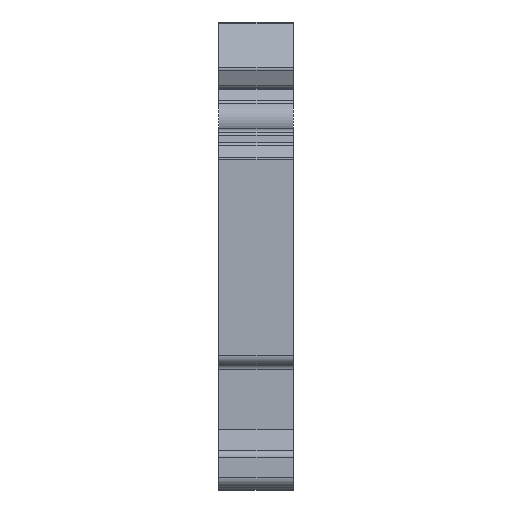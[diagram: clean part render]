
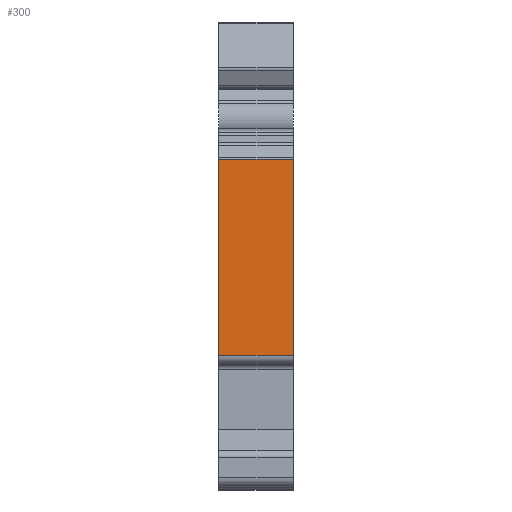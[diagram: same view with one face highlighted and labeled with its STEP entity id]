
A CAD part, left-side view. The second image highlights one B-rep face of the part: STEP entity #300.
In plain terms, the highlighted planar face has unit normal (-1, 0, 0).
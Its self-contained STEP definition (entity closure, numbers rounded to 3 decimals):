
#300 = ADVANCED_FACE ( 'NONE', ( #3785 ), #10386, .F. ) ;
#647 = CARTESIAN_POINT ( 'NONE',  ( -58.35, 8., 28.807 ) ) ;
#2175 = CARTESIAN_POINT ( 'NONE',  ( -58.35, 0., 28.807 ) ) ;
#2584 = CARTESIAN_POINT ( 'NONE',  ( -58.35, 8., 7.807 ) ) ;
#3726 = VECTOR ( 'NONE', #20758, 1000. ) ;
#3785 = FACE_OUTER_BOUND ( 'NONE', #34645, .T. ) ;
#4537 = DIRECTION ( 'NONE',  ( 1., 0., 0. ) ) ;
#6989 = CARTESIAN_POINT ( 'NONE',  ( -58.35, 0., 7.807 ) ) ;
#7002 = AXIS2_PLACEMENT_3D ( 'NONE', #12956, #4537, #19031 ) ;
#8702 = VECTOR ( 'NONE', #8808, 1000. ) ;
#8808 = DIRECTION ( 'NONE',  ( 0., 0., -1. ) ) ;
#8869 = LINE ( 'NONE', #11808, #30748 ) ;
#9734 = LINE ( 'NONE', #2584, #8702 ) ;
#10077 = ORIENTED_EDGE ( 'NONE', *, *, #34914, .T. ) ;
#10386 = PLANE ( 'NONE',  #7002 ) ;
#11808 = CARTESIAN_POINT ( 'NONE',  ( -58.35, 10., 7.807 ) ) ;
#12956 = CARTESIAN_POINT ( 'NONE',  ( -58.35, 10., 7.807 ) ) ;
#13902 = VERTEX_POINT ( 'NONE', #22086 ) ;
#16183 = EDGE_CURVE ( 'NONE', #17049, #13902, #9734, .T. ) ;
#17049 = VERTEX_POINT ( 'NONE', #647 ) ;
#17137 = DIRECTION ( 'NONE',  ( 0., -1., 0. ) ) ;
#19031 = DIRECTION ( 'NONE',  ( 0., -1., 0. ) ) ;
#20003 = VECTOR ( 'NONE', #33117, 1000. ) ;
#20758 = DIRECTION ( 'NONE',  ( 0., 0., 1. ) ) ;
#21207 = ORIENTED_EDGE ( 'NONE', *, *, #16183, .T. ) ;
#22086 = CARTESIAN_POINT ( 'NONE',  ( -58.35, 8., 7.807 ) ) ;
#24126 = EDGE_CURVE ( 'NONE', #28346, #31117, #35785, .T. ) ;
#26515 = EDGE_CURVE ( 'NONE', #17049, #31117, #36053, .T. ) ;
#27225 = ORIENTED_EDGE ( 'NONE', *, *, #24126, .T. ) ;
#28346 = VERTEX_POINT ( 'NONE', #6989 ) ;
#30185 = CARTESIAN_POINT ( 'NONE',  ( -58.35, 10., 28.807 ) ) ;
#30748 = VECTOR ( 'NONE', #17137, 1000. ) ;
#31117 = VERTEX_POINT ( 'NONE', #2175 ) ;
#32835 = CARTESIAN_POINT ( 'NONE',  ( -58.35, 0., 7.807 ) ) ;
#33117 = DIRECTION ( 'NONE',  ( 0., -1., 0. ) ) ;
#34645 = EDGE_LOOP ( 'NONE', ( #36754, #21207, #10077, #27225 ) ) ;
#34914 = EDGE_CURVE ( 'NONE', #13902, #28346, #8869, .T. ) ;
#35785 = LINE ( 'NONE', #32835, #3726 ) ;
#36053 = LINE ( 'NONE', #30185, #20003 ) ;
#36754 = ORIENTED_EDGE ( 'NONE', *, *, #26515, .F. ) ;
